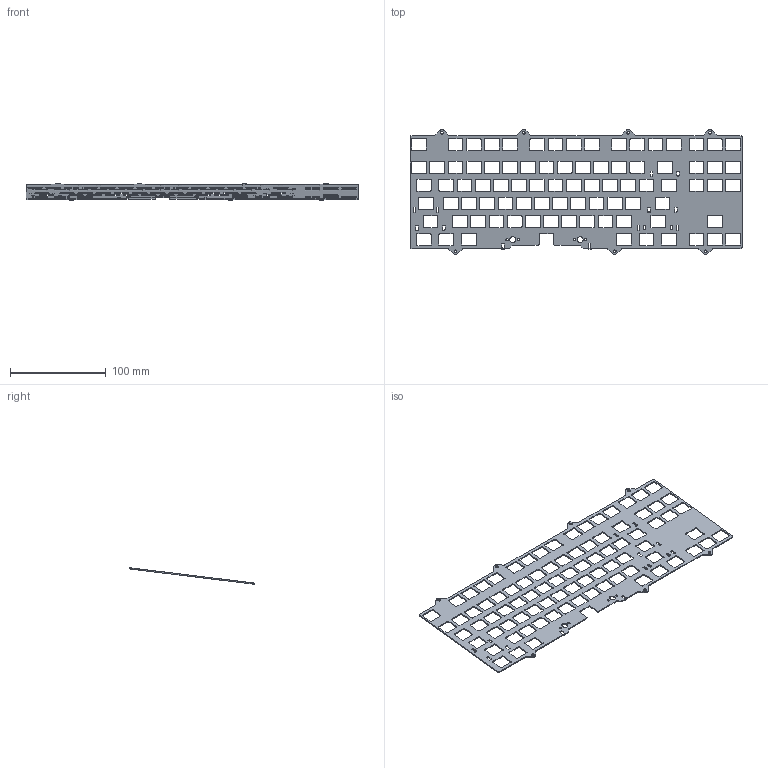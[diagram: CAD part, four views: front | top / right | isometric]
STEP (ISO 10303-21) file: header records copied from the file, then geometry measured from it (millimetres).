
FILE_DESCRIPTION(/* description */ (''),/* implementation_level */ '2;1');
FILE_NAME(/* name */ 'Caerdroia_Alps_Plate_02.05.24.step',/* time_stamp */ '2024-05-02T14:27:21+01:00',/* author */ (''),/* organization */ (''),/* preprocessor_version */ 'ST-DEVELOPER v20',/* originating_system */ 'Autodesk Translation Framework v12.20.1.177',/* authorisation */ '');
FILE_SCHEMA (('AUTOMOTIVE_DESIGN { 1 0 10303 214 3 1 1 }'));
Length unit declared in the file: millimetre
Products named in the file (1): Alps DCS plate
Bounding box: 347.66 x 130.83 x 17.24 mm (x, y, z)
Volume: 29040.3 mm3; surface area: 55642.9 mm2
Topology: 1 solids, 1 shells, 913 faces, 2733 edges, 1822 vertices
Faces by surface type: cylinder 462, plane 451
Full cylindrical faces by diameter (mm): 3 x7, 6.3 x2
Entity records: 31499 total; most frequent: DIRECTION 5485, CARTESIAN_POINT 5469, ORIENTED_EDGE 5466, EDGE_CURVE 2733, AXIS2_PLACEMENT_3D 1838, VERTEX_POINT 1822, LINE 1809, VECTOR 1809
